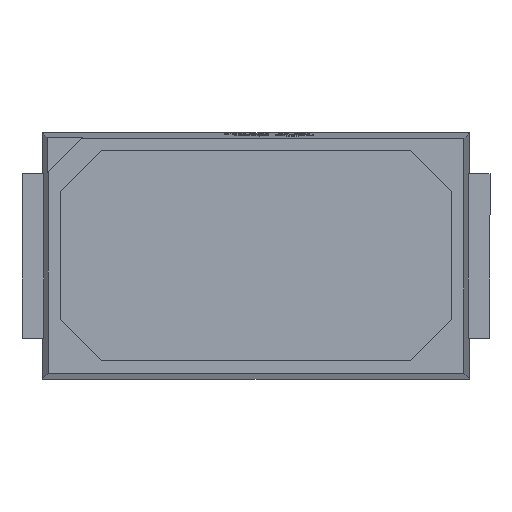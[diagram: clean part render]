
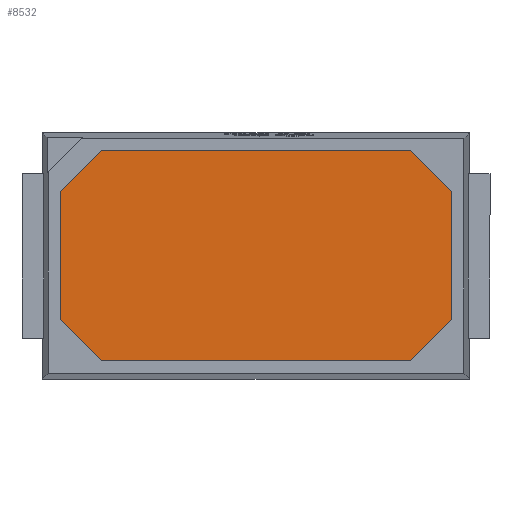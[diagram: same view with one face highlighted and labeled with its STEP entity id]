
A CAD part, top view. The second image highlights one B-rep face of the part: STEP entity #8532.
In plain terms, the highlighted planar face has unit normal (0, 0, 1).
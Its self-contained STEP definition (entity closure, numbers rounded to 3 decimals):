
#423 = AXIS2_PLACEMENT_3D ( 'NONE', #2071, #9383, #6741 ) ;
#594 = CARTESIAN_POINT ( 'NONE',  ( -1.88, 1.28, 0.8 ) ) ;
#652 = VECTOR ( 'NONE', #2292, 1000. ) ;
#675 = CARTESIAN_POINT ( 'NONE',  ( 2.38, 0., 0.8 ) ) ;
#689 = CARTESIAN_POINT ( 'NONE',  ( 1.58, -1.58, 0.8 ) ) ;
#769 = EDGE_CURVE ( 'NONE', #8516, #14955, #10632, .T. ) ;
#984 = VERTEX_POINT ( 'NONE', #14391 ) ;
#1616 = ORIENTED_EDGE ( 'NONE', *, *, #7787, .F. ) ;
#1682 = ORIENTED_EDGE ( 'NONE', *, *, #769, .F. ) ;
#1717 = VERTEX_POINT ( 'NONE', #594 ) ;
#1796 = CARTESIAN_POINT ( 'NONE',  ( 1.88, 1.28, 0.8 ) ) ;
#2071 = CARTESIAN_POINT ( 'NONE',  ( 0., 0., 0.8 ) ) ;
#2238 = VECTOR ( 'NONE', #8648, 1000. ) ;
#2292 = DIRECTION ( 'NONE',  ( -0.707, 0.707, 0. ) ) ;
#2506 = EDGE_LOOP ( 'NONE', ( #14891, #6403, #1616, #13336, #8542, #1682, #10893, #4572 ) ) ;
#2619 = EDGE_CURVE ( 'NONE', #1717, #12684, #7185, .T. ) ;
#3747 = DIRECTION ( 'NONE',  ( 0.707, 0.707, 0. ) ) ;
#4458 = LINE ( 'NONE', #689, #8273 ) ;
#4572 = ORIENTED_EDGE ( 'NONE', *, *, #2619, .F. ) ;
#4944 = EDGE_CURVE ( 'NONE', #14955, #12917, #4458, .T. ) ;
#5059 = CARTESIAN_POINT ( 'NONE',  ( -1.58, 1.58, 0.8 ) ) ;
#5288 = EDGE_CURVE ( 'NONE', #984, #11845, #5527, .T. ) ;
#5345 = CARTESIAN_POINT ( 'NONE',  ( 2.38, 0.78, 0.8 ) ) ;
#5362 = VECTOR ( 'NONE', #13484, 1000. ) ;
#5527 = LINE ( 'NONE', #6837, #6121 ) ;
#5642 = VECTOR ( 'NONE', #10380, 1000. ) ;
#6028 = EDGE_CURVE ( 'NONE', #11845, #1717, #14854, .T. ) ;
#6121 = VECTOR ( 'NONE', #10384, 1000. ) ;
#6403 = ORIENTED_EDGE ( 'NONE', *, *, #5288, .F. ) ;
#6659 = PLANE ( 'NONE',  #423 ) ;
#6741 = DIRECTION ( 'NONE',  ( 1., 0., 0. ) ) ;
#6833 = CARTESIAN_POINT ( 'NONE',  ( 0., -1.28, 0.8 ) ) ;
#6837 = CARTESIAN_POINT ( 'NONE',  ( -2.38, 0., 0.8 ) ) ;
#7185 = LINE ( 'NONE', #15704, #2238 ) ;
#7787 = EDGE_CURVE ( 'NONE', #15649, #984, #10754, .T. ) ;
#7917 = VECTOR ( 'NONE', #3747, 1000. ) ;
#8273 = VECTOR ( 'NONE', #14212, 1000. ) ;
#8516 = VERTEX_POINT ( 'NONE', #5345 ) ;
#8532 = ADVANCED_FACE ( 'NONE', ( #13940 ), #6659, .T. ) ;
#8542 = ORIENTED_EDGE ( 'NONE', *, *, #4944, .F. ) ;
#8648 = DIRECTION ( 'NONE',  ( 1., 0., 0. ) ) ;
#9326 = DIRECTION ( 'NONE',  ( 0., -1., 0. ) ) ;
#9348 = CARTESIAN_POINT ( 'NONE',  ( -2.38, 0.78, 0.8 ) ) ;
#9383 = DIRECTION ( 'NONE',  ( 0., 0., 1. ) ) ;
#9523 = CARTESIAN_POINT ( 'NONE',  ( -1.58, -1.58, 0.8 ) ) ;
#10120 = CARTESIAN_POINT ( 'NONE',  ( 2.38, -0.78, 0.8 ) ) ;
#10380 = DIRECTION ( 'NONE',  ( -1., 0., 0. ) ) ;
#10384 = DIRECTION ( 'NONE',  ( 0., 1., 0. ) ) ;
#10632 = LINE ( 'NONE', #675, #15185 ) ;
#10754 = LINE ( 'NONE', #9523, #652 ) ;
#10893 = ORIENTED_EDGE ( 'NONE', *, *, #13931, .F. ) ;
#11845 = VERTEX_POINT ( 'NONE', #9348 ) ;
#12056 = CARTESIAN_POINT ( 'NONE',  ( 1.88, -1.28, 0.8 ) ) ;
#12205 = LINE ( 'NONE', #15819, #5362 ) ;
#12684 = VERTEX_POINT ( 'NONE', #1796 ) ;
#12748 = LINE ( 'NONE', #6833, #5642 ) ;
#12917 = VERTEX_POINT ( 'NONE', #12056 ) ;
#13330 = CARTESIAN_POINT ( 'NONE',  ( -1.88, -1.28, 0.8 ) ) ;
#13336 = ORIENTED_EDGE ( 'NONE', *, *, #13377, .F. ) ;
#13377 = EDGE_CURVE ( 'NONE', #12917, #15649, #12748, .T. ) ;
#13484 = DIRECTION ( 'NONE',  ( 0.707, -0.707, 0. ) ) ;
#13931 = EDGE_CURVE ( 'NONE', #12684, #8516, #12205, .T. ) ;
#13940 = FACE_OUTER_BOUND ( 'NONE', #2506, .T. ) ;
#14212 = DIRECTION ( 'NONE',  ( -0.707, -0.707, 0. ) ) ;
#14391 = CARTESIAN_POINT ( 'NONE',  ( -2.38, -0.78, 0.8 ) ) ;
#14854 = LINE ( 'NONE', #5059, #7917 ) ;
#14891 = ORIENTED_EDGE ( 'NONE', *, *, #6028, .F. ) ;
#14955 = VERTEX_POINT ( 'NONE', #10120 ) ;
#15185 = VECTOR ( 'NONE', #9326, 1000. ) ;
#15649 = VERTEX_POINT ( 'NONE', #13330 ) ;
#15704 = CARTESIAN_POINT ( 'NONE',  ( 0., 1.28, 0.8 ) ) ;
#15819 = CARTESIAN_POINT ( 'NONE',  ( 1.58, 1.58, 0.8 ) ) ;
